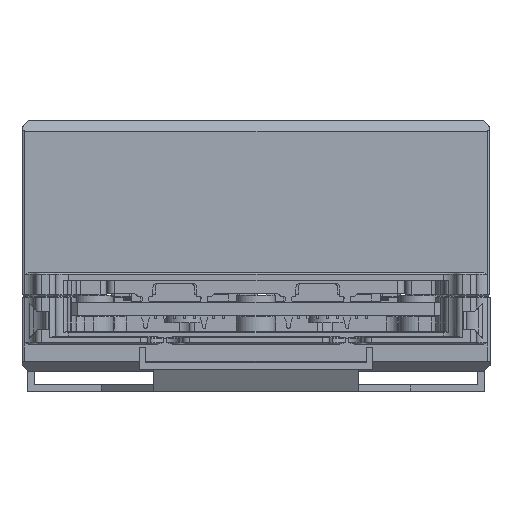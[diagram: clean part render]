
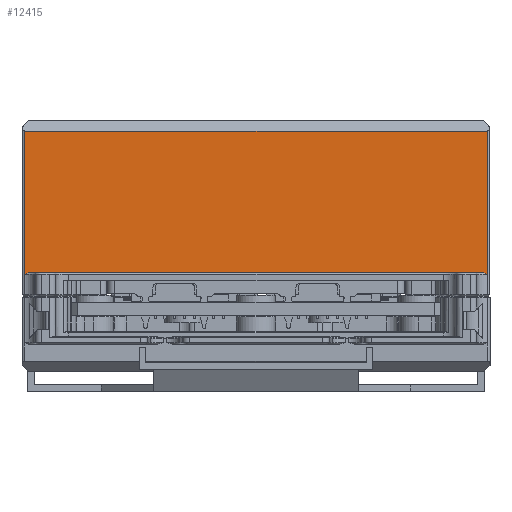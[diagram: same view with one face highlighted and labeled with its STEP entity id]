
A CAD part, left-side view. The second image highlights one B-rep face of the part: STEP entity #12415.
In plain terms, the highlighted planar face has unit normal (-1, 0, 0).
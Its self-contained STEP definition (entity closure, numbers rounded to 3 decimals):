
#8085=B_SPLINE_CURVE_WITH_KNOTS('',3,(#153871,#153872,#153873,#153874),
 .UNSPECIFIED.,.F.,.F.,(4,4),(0.,1.),.UNSPECIFIED.);
#8086=B_SPLINE_CURVE_WITH_KNOTS('',3,(#153875,#153876,#153877,#153878),
 .UNSPECIFIED.,.F.,.F.,(4,4),(0.,1.),.UNSPECIFIED.);
#12415=ADVANCED_FACE('',(#19589),#15224,.F.);
#15224=PLANE('',#98560);
#19589=FACE_OUTER_BOUND('',#24596,.T.);
#24596=EDGE_LOOP('',(#49709,#49710,#49711,#49712,#49713,#49714));
#49709=ORIENTED_EDGE('',*,*,#72573,.T.);
#49710=ORIENTED_EDGE('',*,*,#72574,.T.);
#49711=ORIENTED_EDGE('',*,*,#72547,.F.);
#49712=ORIENTED_EDGE('',*,*,#72575,.T.);
#49713=ORIENTED_EDGE('',*,*,#72576,.T.);
#49714=ORIENTED_EDGE('',*,*,#72577,.T.);
#59704=VERTEX_POINT('',#153812);
#59705=VERTEX_POINT('',#153814);
#59730=VERTEX_POINT('',#153869);
#59731=VERTEX_POINT('',#153870);
#59732=VERTEX_POINT('',#153879);
#59733=VERTEX_POINT('',#153881);
#72547=EDGE_CURVE('',#59704,#59705,#81564,.T.);
#72573=EDGE_CURVE('',#59730,#59731,#81583,.T.);
#72574=EDGE_CURVE('',#59731,#59705,#8085,.T.);
#72575=EDGE_CURVE('',#59704,#59732,#8086,.T.);
#72576=EDGE_CURVE('',#59732,#59733,#81584,.T.);
#72577=EDGE_CURVE('',#59733,#59730,#81585,.T.);
#81564=LINE('',#153813,#90363);
#81583=LINE('',#153868,#90382);
#81584=LINE('',#153880,#90383);
#81585=LINE('',#153882,#90384);
#90363=VECTOR('',#122850,1.);
#90382=VECTOR('',#122891,1.);
#90383=VECTOR('',#122892,1.);
#90384=VECTOR('',#122893,1.);
#98560=AXIS2_PLACEMENT_3D('',#153883,#122894,#122895);
#122850=DIRECTION('',(0.,-1.,0.));
#122891=DIRECTION('',(0.,0.,1.));
#122892=DIRECTION('',(0.,0.,-1.));
#122893=DIRECTION('',(0.,-1.,0.));
#122894=DIRECTION('',(1.,0.,0.));
#122895=DIRECTION('',(0.,0.,-1.));
#153812=CARTESIAN_POINT('',(14.15,17.528,-1.8));
#153813=CARTESIAN_POINT('',(14.15,17.,-1.8));
#153814=CARTESIAN_POINT('',(14.15,-17.528,-1.8));
#153868=CARTESIAN_POINT('',(14.15,-17.8,0.));
#153869=CARTESIAN_POINT('',(14.15,-17.8,-12.7));
#153870=CARTESIAN_POINT('',(14.15,-17.8,-1.705));
#153871=CARTESIAN_POINT('',(14.15,-17.8,-1.705));
#153872=CARTESIAN_POINT('',(14.15,-17.707,-1.727));
#153873=CARTESIAN_POINT('',(14.15,-17.616,-1.76));
#153874=CARTESIAN_POINT('',(14.15,-17.528,-1.8));
#153875=CARTESIAN_POINT('',(14.15,17.528,-1.8));
#153876=CARTESIAN_POINT('',(14.15,17.616,-1.76));
#153877=CARTESIAN_POINT('',(14.15,17.707,-1.727));
#153878=CARTESIAN_POINT('',(14.15,17.8,-1.705));
#153879=CARTESIAN_POINT('',(14.15,17.8,-1.705));
#153880=CARTESIAN_POINT('',(14.15,17.8,0.));
#153881=CARTESIAN_POINT('',(14.15,17.8,-12.7));
#153882=CARTESIAN_POINT('',(14.15,18.,-12.7));
#153883=CARTESIAN_POINT('',(14.15,18.,0.));
